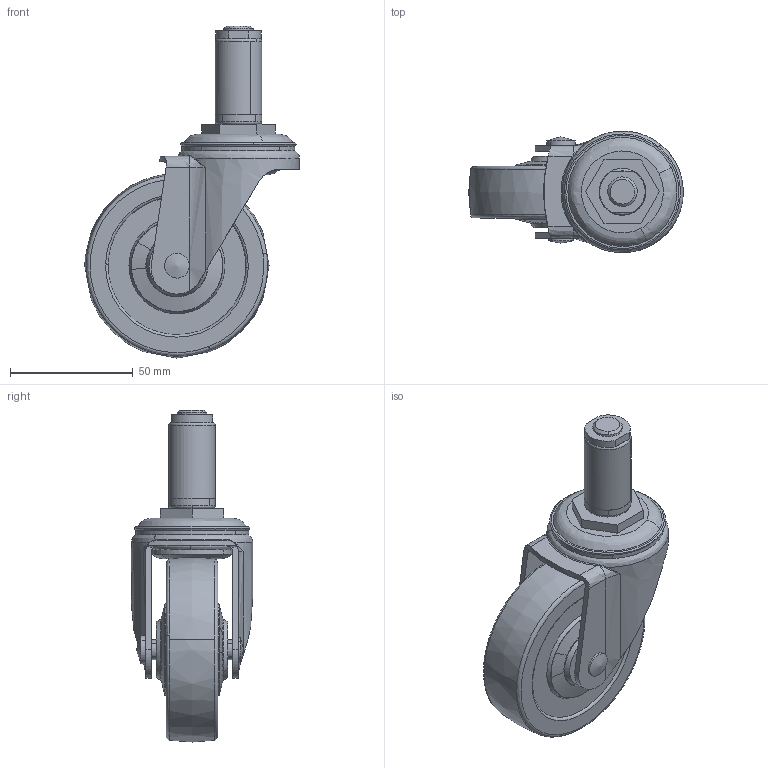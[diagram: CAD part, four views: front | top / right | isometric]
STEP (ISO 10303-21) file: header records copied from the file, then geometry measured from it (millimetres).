
FILE_DESCRIPTION((''),'2;1');
FILE_NAME('','2006-01-18T13:06:24',(''),(''),'','CADfix','');
FILE_SCHEMA(('AUTOMOTIVE_DESIGN'));
Length unit declared in the file: millimetre
Products named in the file (5): wheel; main shaft; body; axle; No_206_d19_5961_36
Assembly tree (4 placements, depth 2):
  No_206_d19_5961_36
    wheel
    main shaft
    body
    axle
Bounding box: 87.24 x 49.48 x 135 mm (x, y, z)
Volume: 139177.8 mm3; surface area: 34151.8 mm2
Topology: 4 solids, 4 shells, 175 faces, 622 edges, 471 vertices
Faces by surface type: bspline 175
Entity records: 14623 total; most frequent: CARTESIAN_POINT 10910, ORIENTED_EDGE 1248, EDGE_CURVE 624, VERTEX_POINT 473, B_SPLINE_CURVE_WITH_KNOTS 463, EDGE_LOOP 199, FACE_OUTER_BOUND 175, ADVANCED_FACE 175
